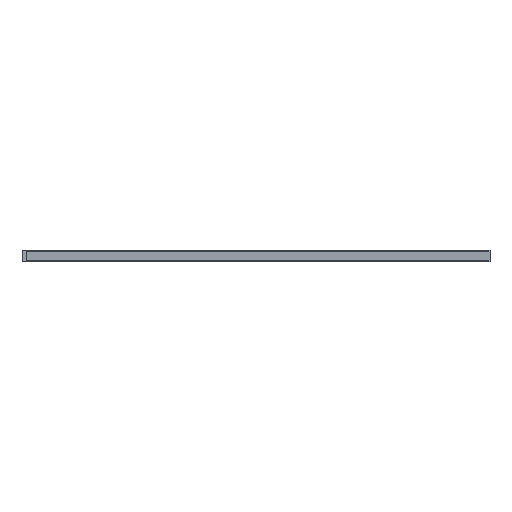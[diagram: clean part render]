
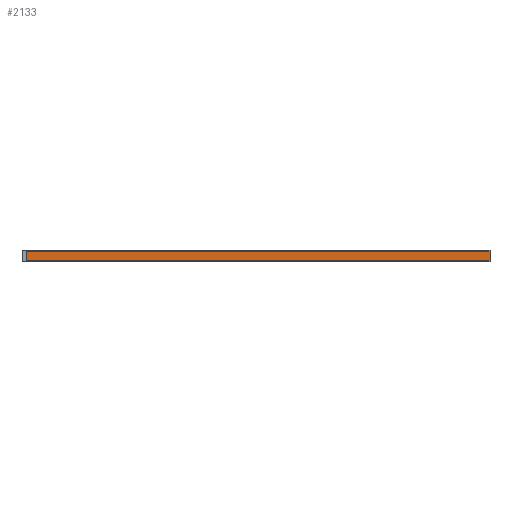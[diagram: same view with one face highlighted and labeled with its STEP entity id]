
A CAD part, top view. The second image highlights one B-rep face of the part: STEP entity #2133.
In plain terms, the highlighted planar face has unit normal (0, 0, 1).
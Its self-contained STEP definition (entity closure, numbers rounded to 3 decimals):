
#223=FACE_OUTER_BOUND('',#336,.T.);
#336=EDGE_LOOP('',(#1462,#1463,#1464,#1465));
#456=LINE('',#3186,#672);
#457=LINE('',#3188,#673);
#458=LINE('',#3190,#674);
#459=LINE('',#3191,#675);
#672=VECTOR('',#2493,1.);
#673=VECTOR('',#2494,1.);
#674=VECTOR('',#2495,1.);
#675=VECTOR('',#2496,1.);
#888=VERTEX_POINT('',#3184);
#889=VERTEX_POINT('',#3185);
#890=VERTEX_POINT('',#3187);
#891=VERTEX_POINT('',#3189);
#1123=EDGE_CURVE('',#888,#889,#456,.F.);
#1124=EDGE_CURVE('',#890,#889,#457,.T.);
#1125=EDGE_CURVE('',#891,#890,#458,.T.);
#1126=EDGE_CURVE('',#891,#888,#459,.T.);
#1462=ORIENTED_EDGE('',*,*,#1123,.T.);
#1463=ORIENTED_EDGE('',*,*,#1124,.F.);
#1464=ORIENTED_EDGE('',*,*,#1125,.F.);
#1465=ORIENTED_EDGE('',*,*,#1126,.T.);
#2078=PLANE('',#2248);
#2133=ADVANCED_FACE('',(#223),#2078,.F.);
#2248=AXIS2_PLACEMENT_3D('',#3183,#2491,#2492);
#2491=DIRECTION('center_axis',(0.,0.,-1.));
#2492=DIRECTION('ref_axis',(-1.,0.,0.));
#2493=DIRECTION('',(1.,0.,0.));
#2494=DIRECTION('',(0.,1.,0.));
#2495=DIRECTION('',(-1.,0.,0.));
#2496=DIRECTION('',(0.,1.,0.));
#3183=CARTESIAN_POINT('Origin',(122.225,0.83,-37.9));
#3184=CARTESIAN_POINT('',(3121.225,72.63,-37.9));
#3185=CARTESIAN_POINT('',(122.215,72.63,-37.9));
#3186=CARTESIAN_POINT('',(122.22,72.63,-37.9));
#3187=CARTESIAN_POINT('',(122.215,0.83,-37.9));
#3188=CARTESIAN_POINT('',(122.215,36.73,-37.9));
#3189=CARTESIAN_POINT('',(3121.225,0.83,-37.9));
#3190=CARTESIAN_POINT('',(122.22,0.83,-37.9));
#3191=CARTESIAN_POINT('',(3121.225,36.73,-37.9));
